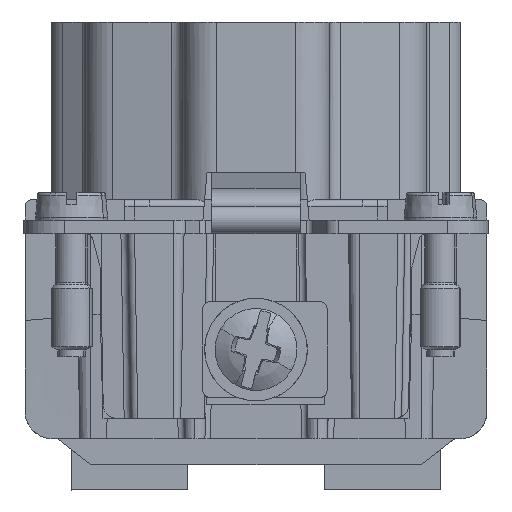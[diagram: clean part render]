
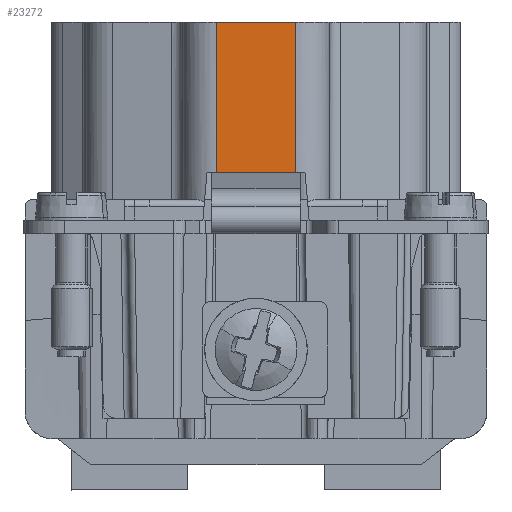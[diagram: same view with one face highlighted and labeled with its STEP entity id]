
A CAD part, front view. The second image highlights one B-rep face of the part: STEP entity #23272.
In plain terms, the highlighted planar face has unit normal (0, -1, 0).
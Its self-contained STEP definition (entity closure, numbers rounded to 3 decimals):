
#13626=AXIS2_PLACEMENT_3D('Plane Axis2P3D',#13623,#13624,#13625) ;
#10152=CARTESIAN_POINT('Vertex',(14.1,2.8,34.25)) ;
#10155=CARTESIAN_POINT('Line Origine',(17.,2.8,34.25)) ;
#10159=CARTESIAN_POINT('Vertex',(19.9,2.8,34.25)) ;
#13299=CARTESIAN_POINT('Line Origine',(19.9,2.8,28.)) ;
#13303=CARTESIAN_POINT('Vertex',(19.9,2.8,23.25)) ;
#13623=CARTESIAN_POINT('Axis2P3D Location',(25.9,2.8,21.25)) ;
#21852=CARTESIAN_POINT('Line Origine',(14.1,2.8,28.)) ;
#21856=CARTESIAN_POINT('Vertex',(14.1,2.8,23.25)) ;
#23261=CARTESIAN_POINT('Line Origine',(17.,2.8,23.25)) ;
#10156=DIRECTION('Vector Direction',(-1.,0.,0.)) ;
#13300=DIRECTION('Vector Direction',(0.,0.,-1.)) ;
#13624=DIRECTION('Axis2P3D Direction',(0.,1.,0.)) ;
#13625=DIRECTION('Axis2P3D XDirection',(1.,0.,0.)) ;
#21853=DIRECTION('Vector Direction',(0.,0.,-1.)) ;
#23262=DIRECTION('Vector Direction',(-1.,0.,0.)) ;
#10157=VECTOR('Line Direction',#10156,1.) ;
#13301=VECTOR('Line Direction',#13300,1.) ;
#21854=VECTOR('Line Direction',#21853,1.) ;
#23263=VECTOR('Line Direction',#23262,1.) ;
#23267=ORIENTED_EDGE('',*,*,#23265,.F.) ;
#23268=ORIENTED_EDGE('',*,*,#13305,.T.) ;
#23269=ORIENTED_EDGE('',*,*,#10161,.T.) ;
#23270=ORIENTED_EDGE('',*,*,#21858,.F.) ;
#23272=ADVANCED_FACE('K\X2\00F6\X0\rper.61',(#23271),#13627,.F.) ;
#10161=EDGE_CURVE('',#10160,#10153,#10158,.T.) ;
#13305=EDGE_CURVE('',#13304,#10160,#13302,.F.) ;
#21858=EDGE_CURVE('',#21857,#10153,#21855,.F.) ;
#23265=EDGE_CURVE('',#13304,#21857,#23264,.T.) ;
#23266=EDGE_LOOP('',(#23267,#23268,#23269,#23270)) ;
#23271=FACE_OUTER_BOUND('',#23266,.T.) ;
#10158=LINE('Line',#10155,#10157) ;
#13302=LINE('Line',#13299,#13301) ;
#21855=LINE('Line',#21852,#21854) ;
#23264=LINE('Line',#23261,#23263) ;
#13627=PLANE('',#13626) ;
#10153=VERTEX_POINT('',#10152) ;
#10160=VERTEX_POINT('',#10159) ;
#13304=VERTEX_POINT('',#13303) ;
#21857=VERTEX_POINT('',#21856) ;
